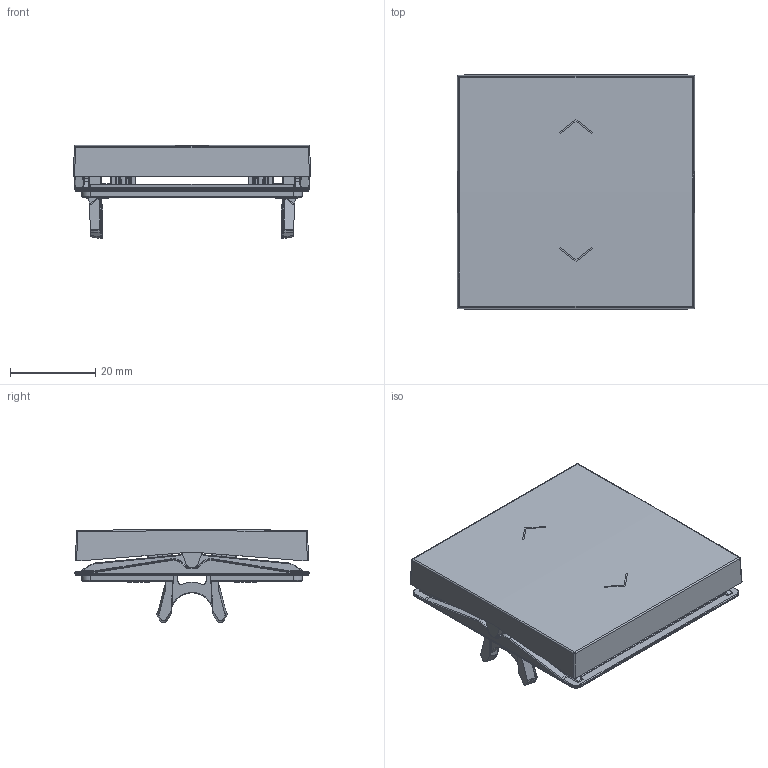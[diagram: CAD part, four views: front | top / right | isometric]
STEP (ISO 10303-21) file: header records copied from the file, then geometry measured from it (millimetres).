
FILE_DESCRIPTION((''),'2;1');
FILE_NAME('WAW1002_GEN_ASM','2025-03-12T16:05:51',('colosir'),(''),'CREO PARAMETRIC BY PTC INC, 2023154','CREO PARAMETRIC BY PTC INC, 2023154','');
FILE_SCHEMA(('AUTOMOTIVE_DESIGN { 1 0 10303 214 1 1 1 1 }'));
Length unit declared in the file: millimetre
Products named in the file (4): W4G0184_18; W1D1222_GEN; W3A0339_GEN; WAW1002_GEN_ASM
Assembly tree (3 placements, depth 2):
  WAW1002_GEN_ASM
    W4G0184_18
    W1D1222_GEN
    W3A0339_GEN
Bounding box: 55.6 x 54.8 x 21.81 mm (x, y, z)
Volume: 13055.2 mm3; surface area: 14108.5 mm2
Topology: 2 solids, 4 shells, 3072 faces, 8045 edges, 5058 vertices
Faces by surface type: plane 1689, cylinder 531, bspline 420, extrusion 174, torus 104, sphere 84, cone 70
Entity records: 137811 total; most frequent: CARTESIAN_POINT 44252, ORIENTED_EDGE 16030, DIRECTION 12955, EDGE_CURVE 8021, VECTOR 5597, LINE 5423, PRESENTATION_STYLE_ASSIGNMENT 5278, STYLED_ITEM 5278
